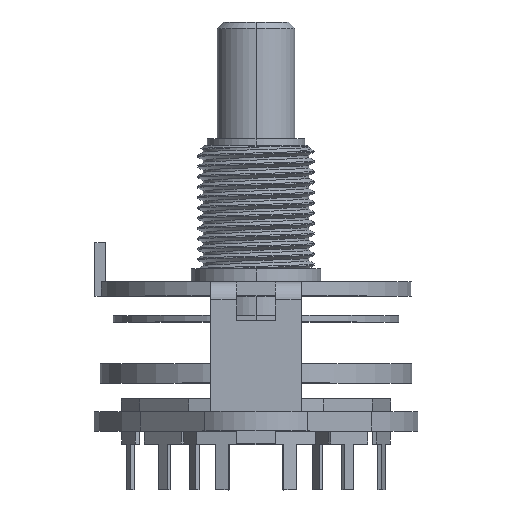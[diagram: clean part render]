
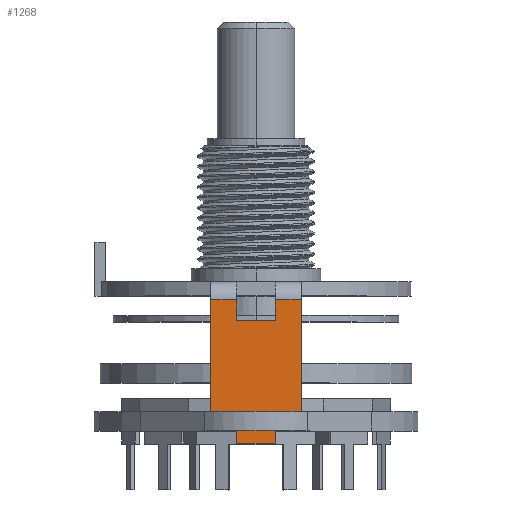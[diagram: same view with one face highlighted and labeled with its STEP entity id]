
A CAD part, top view. The second image highlights one B-rep face of the part: STEP entity #1268.
In plain terms, the highlighted planar face has unit normal (0, 0, 1).
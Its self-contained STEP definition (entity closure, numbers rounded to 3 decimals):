
#148 = LINE ( 'NONE', #13402, #13685 ) ;
#978 = ORIENTED_EDGE ( 'NONE', *, *, #19466, .F. ) ;
#1174 = ORIENTED_EDGE ( 'NONE', *, *, #4290, .F. ) ;
#1214 = LINE ( 'NONE', #12104, #5170 ) ;
#1268 = ADVANCED_FACE ( 'NONE', ( #9356 ), #19040, .F. ) ;
#1452 = CARTESIAN_POINT ( 'NONE',  ( -1.5, 9.5, 14.25 ) ) ;
#1476 = CARTESIAN_POINT ( 'NONE',  ( -1.5, 11.1, 14.25 ) ) ;
#1546 = VERTEX_POINT ( 'NONE', #18796 ) ;
#3459 = VERTEX_POINT ( 'NONE', #4451 ) ;
#3540 = DIRECTION ( 'NONE',  ( 1., 0., 0. ) ) ;
#4290 = EDGE_CURVE ( 'NONE', #1546, #3459, #21566, .T. ) ;
#4294 = VERTEX_POINT ( 'NONE', #4427 ) ;
#4427 = CARTESIAN_POINT ( 'NONE',  ( 3.491, 11.1, 14.25 ) ) ;
#4451 = CARTESIAN_POINT ( 'NONE',  ( -3.491, 2.5, 14.25 ) ) ;
#4538 = VERTEX_POINT ( 'NONE', #15506 ) ;
#4568 = CARTESIAN_POINT ( 'NONE',  ( 3.491, 11.1, 14.25 ) ) ;
#4968 = VERTEX_POINT ( 'NONE', #13533 ) ;
#5008 = EDGE_CURVE ( 'NONE', #23253, #7092, #5198, .T. ) ;
#5170 = VECTOR ( 'NONE', #19339, 1000. ) ;
#5198 = LINE ( 'NONE', #16846, #17868 ) ;
#5219 = EDGE_CURVE ( 'NONE', #23253, #1546, #7410, .T. ) ;
#5388 = AXIS2_PLACEMENT_3D ( 'NONE', #20780, #8216, #15495 ) ;
#5979 = VERTEX_POINT ( 'NONE', #14343 ) ;
#6136 = VERTEX_POINT ( 'NONE', #1476 ) ;
#6529 = EDGE_CURVE ( 'NONE', #12933, #4968, #17273, .T. ) ;
#6765 = VECTOR ( 'NONE', #15071, 1000. ) ;
#7092 = VERTEX_POINT ( 'NONE', #13611 ) ;
#7162 = LINE ( 'NONE', #10940, #9932 ) ;
#7311 = CARTESIAN_POINT ( 'NONE',  ( 3.491, 0., 14.25 ) ) ;
#7410 = LINE ( 'NONE', #21539, #22381 ) ;
#7599 = LINE ( 'NONE', #8017, #6765 ) ;
#7694 = ORIENTED_EDGE ( 'NONE', *, *, #11638, .F. ) ;
#7992 = CARTESIAN_POINT ( 'NONE',  ( 1.5, 9.5, 14.25 ) ) ;
#8017 = CARTESIAN_POINT ( 'NONE',  ( -3.491, 0., 14.25 ) ) ;
#8167 = DIRECTION ( 'NONE',  ( 0., 1., 0. ) ) ;
#8216 = DIRECTION ( 'NONE',  ( 0., 0., -1. ) ) ;
#8247 = CARTESIAN_POINT ( 'NONE',  ( -1.5, 9.5, 14.25 ) ) ;
#8898 = VECTOR ( 'NONE', #8167, 1000. ) ;
#8996 = VERTEX_POINT ( 'NONE', #1452 ) ;
#9009 = VERTEX_POINT ( 'NONE', #13761 ) ;
#9356 = FACE_OUTER_BOUND ( 'NONE', #22370, .T. ) ;
#9449 = LINE ( 'NONE', #8247, #8898 ) ;
#9607 = CARTESIAN_POINT ( 'NONE',  ( 3.491, 2.5, 14.25 ) ) ;
#9932 = VECTOR ( 'NONE', #19141, 1000. ) ;
#10223 = EDGE_CURVE ( 'NONE', #4538, #4294, #15944, .T. ) ;
#10683 = DIRECTION ( 'NONE',  ( 0., 1., 0. ) ) ;
#10940 = CARTESIAN_POINT ( 'NONE',  ( -1.5, 9.5, 14.25 ) ) ;
#11143 = DIRECTION ( 'NONE',  ( -1., 0., 0. ) ) ;
#11638 = EDGE_CURVE ( 'NONE', #8996, #12933, #7162, .T. ) ;
#11989 = ORIENTED_EDGE ( 'NONE', *, *, #13734, .T. ) ;
#12104 = CARTESIAN_POINT ( 'NONE',  ( 1.5, 2.5, 14.25 ) ) ;
#12798 = ORIENTED_EDGE ( 'NONE', *, *, #5008, .T. ) ;
#12842 = DIRECTION ( 'NONE',  ( 0., 1., 0. ) ) ;
#12933 = VERTEX_POINT ( 'NONE', #14946 ) ;
#13402 = CARTESIAN_POINT ( 'NONE',  ( 3.491, 11.1, 14.25 ) ) ;
#13533 = CARTESIAN_POINT ( 'NONE',  ( 1.5, 11.1, 14.25 ) ) ;
#13611 = CARTESIAN_POINT ( 'NONE',  ( 1.5, 0., 14.25 ) ) ;
#13685 = VECTOR ( 'NONE', #15207, 1000. ) ;
#13734 = EDGE_CURVE ( 'NONE', #9009, #3459, #7599, .T. ) ;
#13761 = CARTESIAN_POINT ( 'NONE',  ( -3.491, 11.1, 14.25 ) ) ;
#13907 = EDGE_CURVE ( 'NONE', #4968, #4294, #18330, .T. ) ;
#14088 = VECTOR ( 'NONE', #11143, 1000. ) ;
#14343 = CARTESIAN_POINT ( 'NONE',  ( 1.5, 2.5, 14.25 ) ) ;
#14444 = VECTOR ( 'NONE', #22515, 1000. ) ;
#14470 = EDGE_CURVE ( 'NONE', #4538, #5979, #14962, .T. ) ;
#14703 = ORIENTED_EDGE ( 'NONE', *, *, #13907, .F. ) ;
#14946 = CARTESIAN_POINT ( 'NONE',  ( 1.5, 9.5, 14.25 ) ) ;
#14962 = LINE ( 'NONE', #9607, #14088 ) ;
#15071 = DIRECTION ( 'NONE',  ( 0., -1., 0. ) ) ;
#15121 = DIRECTION ( 'NONE',  ( 1., 0., 0. ) ) ;
#15151 = ORIENTED_EDGE ( 'NONE', *, *, #5219, .F. ) ;
#15207 = DIRECTION ( 'NONE',  ( 1., 0., 0. ) ) ;
#15495 = DIRECTION ( 'NONE',  ( 0., 1., 0. ) ) ;
#15506 = CARTESIAN_POINT ( 'NONE',  ( 3.491, 2.5, 14.25 ) ) ;
#15944 = LINE ( 'NONE', #7311, #18200 ) ;
#16651 = ORIENTED_EDGE ( 'NONE', *, *, #14470, .F. ) ;
#16846 = CARTESIAN_POINT ( 'NONE',  ( 0., 0., 14.25 ) ) ;
#16863 = DIRECTION ( 'NONE',  ( -1., 0., 0. ) ) ;
#17177 = CARTESIAN_POINT ( 'NONE',  ( -1.5, 0., 14.25 ) ) ;
#17273 = LINE ( 'NONE', #7992, #14444 ) ;
#17838 = ORIENTED_EDGE ( 'NONE', *, *, #10223, .T. ) ;
#17868 = VECTOR ( 'NONE', #15121, 1000. ) ;
#18200 = VECTOR ( 'NONE', #12842, 1000. ) ;
#18316 = EDGE_CURVE ( 'NONE', #8996, #6136, #9449, .T. ) ;
#18330 = LINE ( 'NONE', #4568, #19462 ) ;
#18347 = ORIENTED_EDGE ( 'NONE', *, *, #18316, .T. ) ;
#18796 = CARTESIAN_POINT ( 'NONE',  ( -1.5, 2.5, 14.25 ) ) ;
#19040 = PLANE ( 'NONE',  #5388 ) ;
#19141 = DIRECTION ( 'NONE',  ( 1., 0., 0. ) ) ;
#19339 = DIRECTION ( 'NONE',  ( 0., -1., 0. ) ) ;
#19462 = VECTOR ( 'NONE', #3540, 1000. ) ;
#19466 = EDGE_CURVE ( 'NONE', #9009, #6136, #148, .T. ) ;
#19832 = ORIENTED_EDGE ( 'NONE', *, *, #6529, .F. ) ;
#20145 = VECTOR ( 'NONE', #16863, 1000. ) ;
#20780 = CARTESIAN_POINT ( 'NONE',  ( 0., 0., 14.25 ) ) ;
#21539 = CARTESIAN_POINT ( 'NONE',  ( -1.5, 2.5, 14.25 ) ) ;
#21566 = LINE ( 'NONE', #22384, #20145 ) ;
#21585 = EDGE_CURVE ( 'NONE', #5979, #7092, #1214, .T. ) ;
#21872 = ORIENTED_EDGE ( 'NONE', *, *, #21585, .F. ) ;
#22370 = EDGE_LOOP ( 'NONE', ( #7694, #18347, #978, #11989, #1174, #15151, #12798, #21872, #16651, #17838, #14703, #19832 ) ) ;
#22381 = VECTOR ( 'NONE', #10683, 1000. ) ;
#22384 = CARTESIAN_POINT ( 'NONE',  ( -3.491, 2.5, 14.25 ) ) ;
#22515 = DIRECTION ( 'NONE',  ( 0., 1., 0. ) ) ;
#23253 = VERTEX_POINT ( 'NONE', #17177 ) ;
